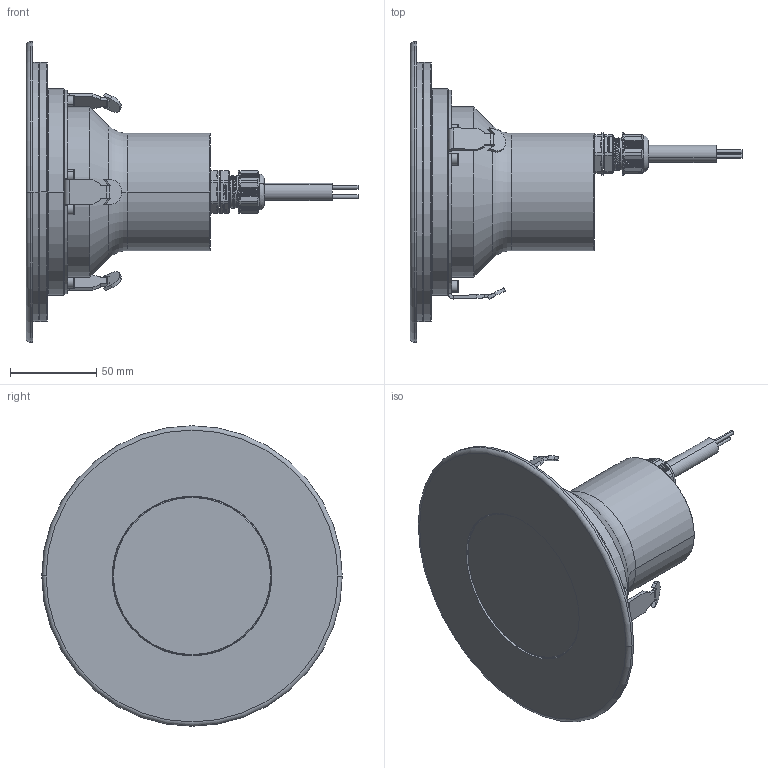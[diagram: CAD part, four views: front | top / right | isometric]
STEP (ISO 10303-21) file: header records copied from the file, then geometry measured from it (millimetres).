
FILE_DESCRIPTION (( 'STEP AP203' ), '1' );
FILE_NAME ('REFLED.STEP', '2023-04-06T09:08:44', ( '' ), ( '' ), 'SwSTEP 2.0', 'SolidWorks 2017', '' );
FILE_SCHEMA (( 'CONFIG_CONTROL_DESIGN' ));
Products named in the file (1): REFLED
Bounding box: 192.23 x 174 x 174 mm (x, y, z)
Surface area: 268244.5 mm2 (no closed solid volume)
Topology: 0 solids, 83 shells, 7318 faces, 18351 edges, 11233 vertices
Faces by surface type: plane 5900, cylinder 608, cone 465, bspline 275, torus 68, sphere 2
Full cylindrical faces by diameter (mm): 16.6 x2
Entity records: 222485 total; most frequent: CARTESIAN_POINT 52271, ORIENTED_EDGE 36445, DIRECTION 32767, EDGE_CURVE 18230, LINE 14403, VECTOR 14403, VERTEX_POINT 11230, AXIS2_PLACEMENT_3D 9182
